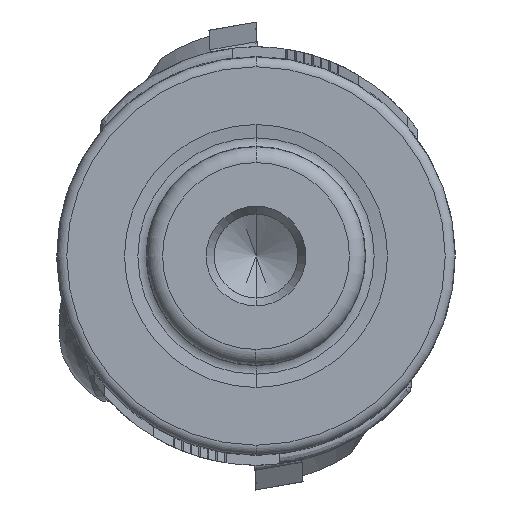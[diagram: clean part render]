
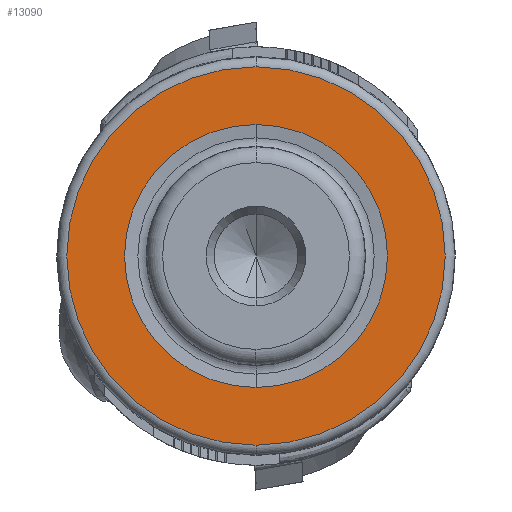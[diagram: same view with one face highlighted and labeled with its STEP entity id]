
A CAD part, left-side view. The second image highlights one B-rep face of the part: STEP entity #13090.
In plain terms, the highlighted planar face has unit normal (-1, 0, 0).
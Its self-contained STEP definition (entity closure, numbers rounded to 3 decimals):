
#79 = VERTEX_POINT ( 'NONE', #19034 ) ;
#791 = DIRECTION ( 'NONE',  ( 0., 0., 1. ) ) ;
#2236 = DIRECTION ( 'NONE',  ( 1., 0., 0. ) ) ;
#5641 = CARTESIAN_POINT ( 'NONE',  ( 0., 0., -6.603 ) ) ;
#6327 = DIRECTION ( 'NONE',  ( -1., 0., 0. ) ) ;
#6901 = FACE_OUTER_BOUND ( 'NONE', #16484, .T. ) ;
#7278 = CARTESIAN_POINT ( 'NONE',  ( 0., 0., 0. ) ) ;
#7569 = PLANE ( 'NONE',  #13864 ) ;
#7787 = EDGE_CURVE ( 'NONE', #14662, #19575, #10350, .T. ) ;
#9081 = DIRECTION ( 'NONE',  ( 0., 0., 1. ) ) ;
#9356 = CARTESIAN_POINT ( 'NONE',  ( 0., 6.603, 0. ) ) ;
#9965 = AXIS2_PLACEMENT_3D ( 'NONE', #21126, #10401, #22927 ) ;
#9997 = FACE_BOUND ( 'NONE', #14793, .T. ) ;
#10109 = ORIENTED_EDGE ( 'NONE', *, *, #19944, .F. ) ;
#10127 = ORIENTED_EDGE ( 'NONE', *, *, #12657, .T. ) ;
#10350 = CIRCLE ( 'NONE', #9965, 6.603 ) ;
#10401 = DIRECTION ( 'NONE',  ( -1., 0., 0. ) ) ;
#11490 = DIRECTION ( 'NONE',  ( -1., 0., 0. ) ) ;
#12038 = ORIENTED_EDGE ( 'NONE', *, *, #7787, .F. ) ;
#12657 = EDGE_CURVE ( 'NONE', #18481, #79, #21477, .T. ) ;
#13090 = ADVANCED_FACE ( 'NONE', ( #9997, #6901 ), #7569, .F. ) ;
#13864 = AXIS2_PLACEMENT_3D ( 'NONE', #9356, #2236, #14749 ) ;
#13869 = CARTESIAN_POINT ( 'NONE',  ( 0., 0., -9.5 ) ) ;
#14662 = VERTEX_POINT ( 'NONE', #16447 ) ;
#14749 = DIRECTION ( 'NONE',  ( 0., 0., -1. ) ) ;
#14793 = EDGE_LOOP ( 'NONE', ( #12038, #10109 ) ) ;
#16447 = CARTESIAN_POINT ( 'NONE',  ( 0., 0., 6.603 ) ) ;
#16484 = EDGE_LOOP ( 'NONE', ( #22142, #10127 ) ) ;
#17069 = CARTESIAN_POINT ( 'NONE',  ( 0., 0., 0. ) ) ;
#18180 = AXIS2_PLACEMENT_3D ( 'NONE', #22234, #11490, #791 ) ;
#18481 = VERTEX_POINT ( 'NONE', #13869 ) ;
#18860 = DIRECTION ( 'NONE',  ( 0., 0., 1. ) ) ;
#19034 = CARTESIAN_POINT ( 'NONE',  ( 0., 0., 9.5 ) ) ;
#19575 = VERTEX_POINT ( 'NONE', #5641 ) ;
#19707 = EDGE_CURVE ( 'NONE', #79, #18481, #22712, .T. ) ;
#19791 = DIRECTION ( 'NONE',  ( -1., 0., 0. ) ) ;
#19944 = EDGE_CURVE ( 'NONE', #19575, #14662, #22411, .T. ) ;
#20123 = AXIS2_PLACEMENT_3D ( 'NONE', #7278, #19791, #9081 ) ;
#20759 = AXIS2_PLACEMENT_3D ( 'NONE', #17069, #6327, #18860 ) ;
#21126 = CARTESIAN_POINT ( 'NONE',  ( 0., 0., 0. ) ) ;
#21477 = CIRCLE ( 'NONE', #20759, 9.5 ) ;
#22142 = ORIENTED_EDGE ( 'NONE', *, *, #19707, .T. ) ;
#22234 = CARTESIAN_POINT ( 'NONE',  ( 0., 0., 0. ) ) ;
#22411 = CIRCLE ( 'NONE', #20123, 6.603 ) ;
#22712 = CIRCLE ( 'NONE', #18180, 9.5 ) ;
#22927 = DIRECTION ( 'NONE',  ( 0., 0., 1. ) ) ;
